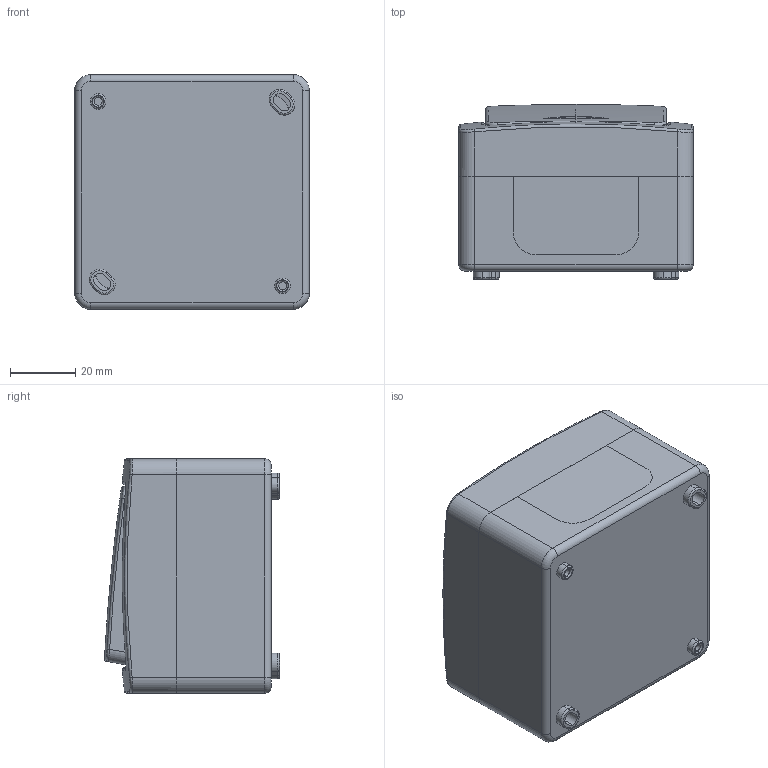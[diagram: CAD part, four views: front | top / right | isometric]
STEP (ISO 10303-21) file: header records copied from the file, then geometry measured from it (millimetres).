
FILE_DESCRIPTION (( 'STEP AP203' ), '1' );
FILE_NAME ('EVMP11-K01-10-54-EC ÂÑ20-1-1-ÃÏÁ âûêë 1êë ñ èíä î_ó IP54 (öâåò êëàâèø-áåëûé) ÃÅÐÌÅÑ PLUS.STEP', '2016-11-24T12:27:42', ( '' ), ( '' ), 'SwSTEP 2.0', 'SolidWorks 2014', '' );
FILE_SCHEMA (( 'CONFIG_CONTROL_DESIGN' ));
Length unit declared in the file: millimetre
Products named in the file (2): EVMP11-K01-10-54-EC ÂÑ20-1-1-ÃÏÁ âûêë 1êë ñ èíä î_ó IP54 (öâåò êëàâèø-áåëûé) ÃÅÐÌÅÑ PLUS
Bounding box: 72 x 53.7 x 72 mm (x, y, z)
Volume: 55785.6 mm3; surface area: 69833.8 mm2
Topology: 5 solids, 5 shells, 429 faces, 1107 edges, 718 vertices
Faces by surface type: plane 223, cylinder 147, torus 31, bspline 22, sphere 6
Entity records: 14633 total; most frequent: CARTESIAN_POINT 3954, ORIENTED_EDGE 2214, DIRECTION 2178, EDGE_CURVE 1107, AXIS2_PLACEMENT_3D 754, VERTEX_POINT 718, VECTOR 670, LINE 670
